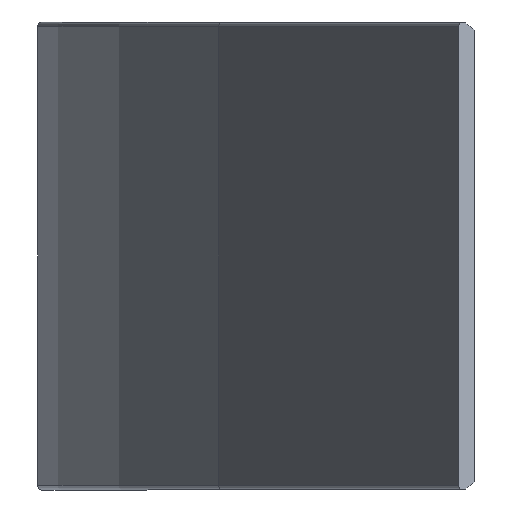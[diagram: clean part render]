
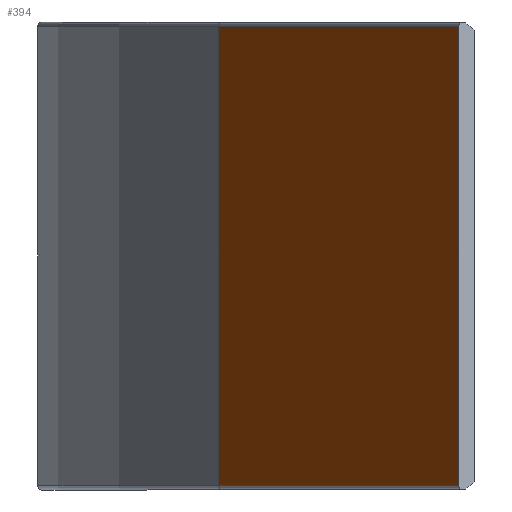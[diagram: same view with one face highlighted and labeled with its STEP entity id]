
A CAD part, left-side view. The second image highlights one B-rep face of the part: STEP entity #394.
In plain terms, the highlighted planar face has unit normal (-0.385, 0.923, 0).
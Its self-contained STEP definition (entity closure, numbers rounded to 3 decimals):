
#16 = LINE ( 'NONE', #24, #34 ) ;
#24 = CARTESIAN_POINT ( 'NONE',  ( -95., 1., -14.7 ) ) ;
#34 = VECTOR ( 'NONE', #803, 1000. ) ;
#84 = VERTEX_POINT ( 'NONE', #556 ) ;
#91 = VERTEX_POINT ( 'NONE', #226 ) ;
#102 = PLANE ( 'NONE',  #641 ) ;
#119 = DIRECTION ( 'NONE',  ( 0.923, 0.385, 0. ) ) ;
#130 = ORIENTED_EDGE ( 'NONE', *, *, #440, .F. ) ;
#173 = DIRECTION ( 'NONE',  ( -0.385, 0.923, 0. ) ) ;
#177 = CARTESIAN_POINT ( 'NONE',  ( -95., 1., 14.7 ) ) ;
#219 = ORIENTED_EDGE ( 'NONE', *, *, #498, .T. ) ;
#226 = CARTESIAN_POINT ( 'NONE',  ( -95., 1., 14.7 ) ) ;
#245 = CARTESIAN_POINT ( 'NONE',  ( -58.077, 16.385, 14.7 ) ) ;
#254 = LINE ( 'NONE', #177, #667 ) ;
#277 = ORIENTED_EDGE ( 'NONE', *, *, #677, .T. ) ;
#304 = LINE ( 'NONE', #245, #620 ) ;
#363 = VERTEX_POINT ( 'NONE', #437 ) ;
#366 = DIRECTION ( 'NONE',  ( -0.923, -0.385, 0. ) ) ;
#394 = ADVANCED_FACE ( 'NONE', ( #626 ), #102, .T. ) ;
#407 = LINE ( 'NONE', #591, #658 ) ;
#437 = CARTESIAN_POINT ( 'NONE',  ( -95., 1., -14.7 ) ) ;
#440 = EDGE_CURVE ( 'NONE', #496, #84, #304, .T. ) ;
#489 = DIRECTION ( 'NONE',  ( 0., 0., 1. ) ) ;
#496 = VERTEX_POINT ( 'NONE', #789 ) ;
#498 = EDGE_CURVE ( 'NONE', #363, #91, #407, .T. ) ;
#529 = EDGE_CURVE ( 'NONE', #363, #496, #16, .T. ) ;
#543 = DIRECTION ( 'NONE',  ( 0., 0., 1. ) ) ;
#554 = CARTESIAN_POINT ( 'NONE',  ( -95., 1., 14.7 ) ) ;
#556 = CARTESIAN_POINT ( 'NONE',  ( -58.077, 16.385, 14.7 ) ) ;
#591 = CARTESIAN_POINT ( 'NONE',  ( -95., 1., 14.7 ) ) ;
#620 = VECTOR ( 'NONE', #489, 1000. ) ;
#626 = FACE_OUTER_BOUND ( 'NONE', #708, .T. ) ;
#641 = AXIS2_PLACEMENT_3D ( 'NONE', #554, #173, #366 ) ;
#658 = VECTOR ( 'NONE', #543, 1000. ) ;
#667 = VECTOR ( 'NONE', #119, 1000. ) ;
#677 = EDGE_CURVE ( 'NONE', #91, #84, #254, .T. ) ;
#708 = EDGE_LOOP ( 'NONE', ( #277, #130, #796, #219 ) ) ;
#789 = CARTESIAN_POINT ( 'NONE',  ( -58.077, 16.385, -14.7 ) ) ;
#796 = ORIENTED_EDGE ( 'NONE', *, *, #529, .F. ) ;
#803 = DIRECTION ( 'NONE',  ( 0.923, 0.385, 0. ) ) ;
